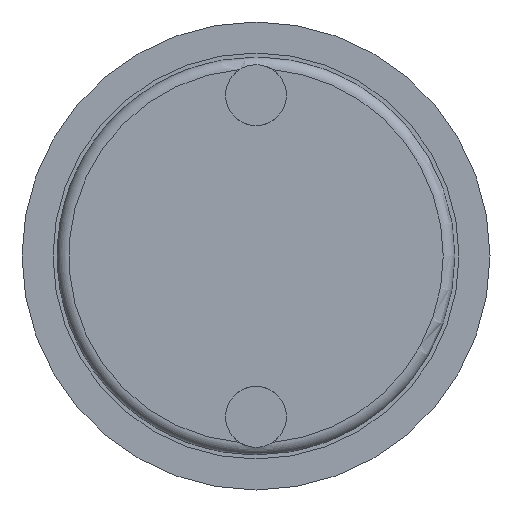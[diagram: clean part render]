
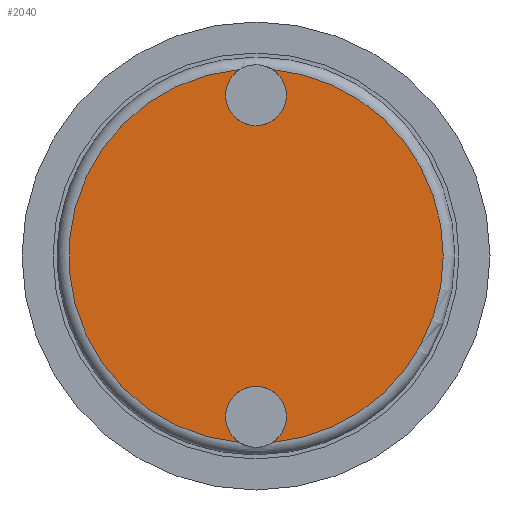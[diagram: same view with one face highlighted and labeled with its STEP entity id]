
A CAD part, front view. The second image highlights one B-rep face of the part: STEP entity #2040.
In plain terms, the highlighted planar face has unit normal (0, -1, 0).
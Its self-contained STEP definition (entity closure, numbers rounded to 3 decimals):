
#1160=ORIENTED_EDGE('',*,*,#1395,.T.);
#1161=ORIENTED_EDGE('',*,*,#1396,.F.);
#1162=ORIENTED_EDGE('',*,*,#1397,.T.);
#1163=ORIENTED_EDGE('',*,*,#1398,.F.);
#1257=CIRCLE('',#1917,32.);
#1258=CIRCLE('',#1918,5.2);
#1259=CIRCLE('',#1919,32.);
#1260=CIRCLE('',#1920,5.2);
#1314=VERTEX_POINT('',#2639);
#1315=VERTEX_POINT('',#2640);
#1316=VERTEX_POINT('',#2642);
#1317=VERTEX_POINT('',#2644);
#1395=EDGE_CURVE('',#1314,#1315,#1257,.T.);
#1396=EDGE_CURVE('',#1316,#1315,#1258,.T.);
#1397=EDGE_CURVE('',#1316,#1317,#1259,.T.);
#1398=EDGE_CURVE('',#1314,#1317,#1260,.T.);
#1477=EDGE_LOOP('',(#1160,#1161,#1162,#1163));
#1563=FACE_BOUND('',#1477,.T.);
#1731=DIRECTION('',(0.,-1.,0.));
#1732=DIRECTION('',(-1.,0.,0.));
#1733=DIRECTION('',(0.,-1.,0.));
#1734=DIRECTION('',(32.,0.,0.));
#1735=DIRECTION('',(0.,-1.,0.));
#1736=DIRECTION('',(0.,0.,5.2));
#1737=DIRECTION('',(0.,-1.,0.));
#1738=DIRECTION('',(32.,0.,0.));
#1739=DIRECTION('',(0.,-1.,0.));
#1740=DIRECTION('',(0.,0.,5.2));
#1916=AXIS2_PLACEMENT_3D('',#2638,#1731,#1732);
#1917=AXIS2_PLACEMENT_3D('',#2641,#1733,#1734);
#1918=AXIS2_PLACEMENT_3D('',#2643,#1735,#1736);
#1919=AXIS2_PLACEMENT_3D('',#2645,#1737,#1738);
#1920=AXIS2_PLACEMENT_3D('',#2646,#1739,#1740);
#1999=PLANE('',#1916);
#2040=ADVANCED_FACE('',(#1563),#1999,.T.);
#2638=CARTESIAN_POINT('',(0.,0.,0.));
#2639=CARTESIAN_POINT('',(2.808,0.,-31.877));
#2640=CARTESIAN_POINT('',(2.808,0.,31.877));
#2641=CARTESIAN_POINT('',(0.,0.,0.));
#2642=CARTESIAN_POINT('',(-2.808,0.,31.877));
#2643=CARTESIAN_POINT('',(0.,0.,27.5));
#2644=CARTESIAN_POINT('',(-2.808,0.,-31.877));
#2645=CARTESIAN_POINT('',(0.,0.,0.));
#2646=CARTESIAN_POINT('',(0.,0.,-27.5));
